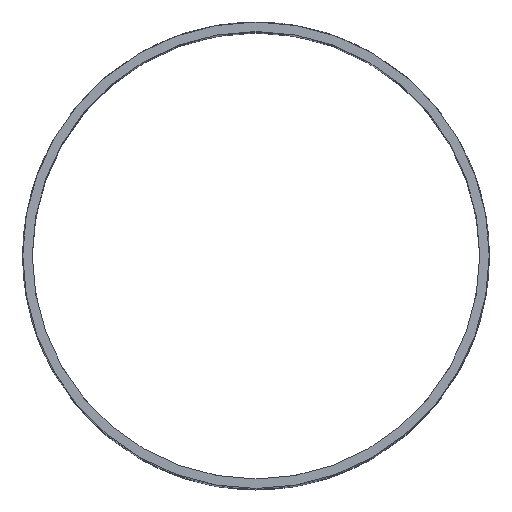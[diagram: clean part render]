
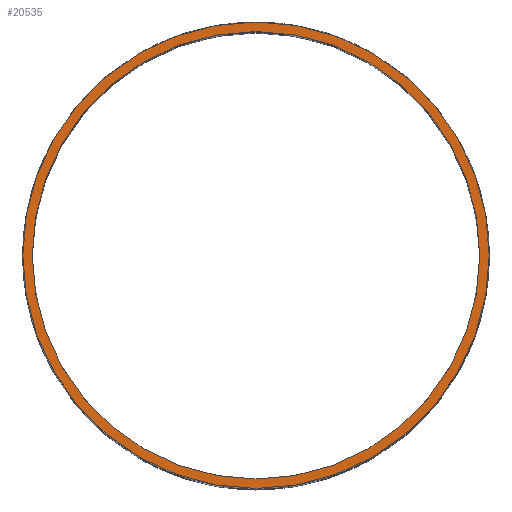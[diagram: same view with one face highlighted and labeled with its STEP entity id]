
A CAD part, top view. The second image highlights one B-rep face of the part: STEP entity #20535.
In plain terms, the highlighted planar face has unit normal (0, 0, 1).
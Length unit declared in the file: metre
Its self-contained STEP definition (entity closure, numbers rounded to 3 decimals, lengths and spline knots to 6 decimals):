
#10772=ORIENTED_EDGE('',*,*,#13841,.T.);
#10773=ORIENTED_EDGE('',*,*,#13831,.T.);
#13831=EDGE_CURVE('',#15891,#15891,#16413,.T.);
#13841=EDGE_CURVE('',#15901,#15901,#16417,.T.);
#15891=VERTEX_POINT('',#35896);
#15901=VERTEX_POINT('',#35929);
#16413=CIRCLE('',#22077,0.027);
#16417=CIRCLE('',#22082,0.0259);
#17704=EDGE_LOOP('',(#10772));
#17705=EDGE_LOOP('',(#10773));
#18992=FACE_BOUND('',#17704,.T.);
#18993=FACE_BOUND('',#17705,.T.);
#19507=PLANE('',#22092);
#20535=ADVANCED_FACE('',(#18992,#18993),#19507,.T.);
#22077=AXIS2_PLACEMENT_3D('',#35895,#26677,#26678);
#22082=AXIS2_PLACEMENT_3D('',#35928,#26689,#26690);
#22092=AXIS2_PLACEMENT_3D('',#35947,#26717,#26718);
#26677=DIRECTION('',(0.,0.,1.));
#26678=DIRECTION('',(1.,0.,0.));
#26689=DIRECTION('',(0.,0.,-1.));
#26690=DIRECTION('',(-1.,0.,0.));
#26717=DIRECTION('',(0.,0.,1.));
#26718=DIRECTION('',(1.,0.,0.));
#35895=CARTESIAN_POINT('',(0.,0.,0.09));
#35896=CARTESIAN_POINT('',(0.027,0.,0.09));
#35928=CARTESIAN_POINT('',(0.,0.,0.09));
#35929=CARTESIAN_POINT('',(-0.0259,0.,0.09));
#35947=CARTESIAN_POINT('',(0.,0.,0.09));
